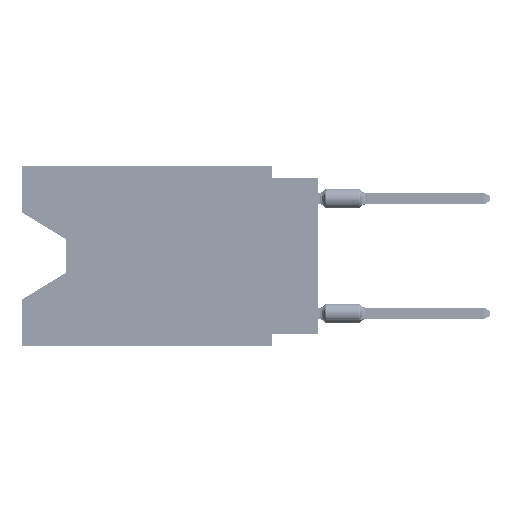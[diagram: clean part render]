
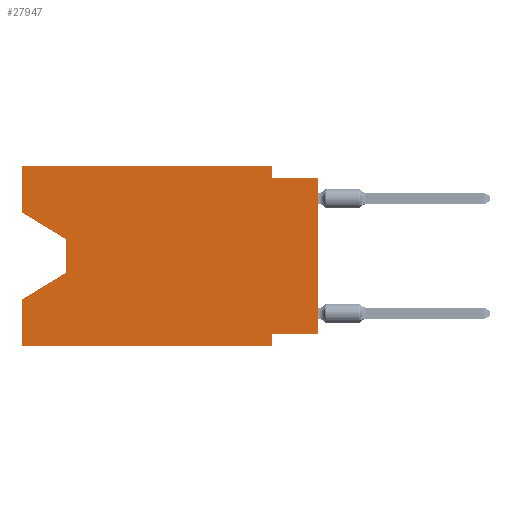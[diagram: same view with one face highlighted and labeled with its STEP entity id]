
A CAD part, left-side view. The second image highlights one B-rep face of the part: STEP entity #27947.
In plain terms, the highlighted planar face has unit normal (-1, 0, 0).
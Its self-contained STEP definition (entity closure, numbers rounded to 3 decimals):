
#1468 = VECTOR ( 'NONE', #33247, 1000. ) ;
#1892 = ORIENTED_EDGE ( 'NONE', *, *, #17058, .F. ) ;
#2349 = LINE ( 'NONE', #18833, #13901 ) ;
#3199 = PLANE ( 'NONE',  #63785 ) ;
#3402 = VERTEX_POINT ( 'NONE', #76085 ) ;
#3444 = LINE ( 'NONE', #3839, #34448 ) ;
#3837 = EDGE_LOOP ( 'NONE', ( #18592, #57781, #5085, #69400, #8470, #1892, #60669, #33702, #66391, #52666, #57180, #20145 ) ) ;
#3839 = CARTESIAN_POINT ( 'NONE',  ( 0., 16.383, 0. ) ) ;
#5085 = ORIENTED_EDGE ( 'NONE', *, *, #43877, .T. ) ;
#5493 = VERTEX_POINT ( 'NONE', #41090 ) ;
#6060 = EDGE_CURVE ( 'NONE', #30615, #52863, #30414, .T. ) ;
#6480 = VERTEX_POINT ( 'NONE', #59714 ) ;
#8470 = ORIENTED_EDGE ( 'NONE', *, *, #14956, .T. ) ;
#10532 = CARTESIAN_POINT ( 'NONE',  ( 0., 16.383, -2.546 ) ) ;
#12661 = CARTESIAN_POINT ( 'NONE',  ( 0., 13.97, -4.013 ) ) ;
#12895 = VERTEX_POINT ( 'NONE', #19732 ) ;
#13901 = VECTOR ( 'NONE', #19224, 1000. ) ;
#14807 = EDGE_CURVE ( 'NONE', #43723, #3402, #30577, .T. ) ;
#14956 = EDGE_CURVE ( 'NONE', #43723, #31679, #2349, .T. ) ;
#16401 = DIRECTION ( 'NONE',  ( 0., -1., 0. ) ) ;
#17058 = EDGE_CURVE ( 'NONE', #52863, #31679, #58891, .T. ) ;
#18592 = ORIENTED_EDGE ( 'NONE', *, *, #53900, .T. ) ;
#18833 = CARTESIAN_POINT ( 'NONE',  ( 0., 16.383, -9.906 ) ) ;
#18912 = CARTESIAN_POINT ( 'NONE',  ( 0., 2.54, -9.271 ) ) ;
#19224 = DIRECTION ( 'NONE',  ( 0., -1., 0. ) ) ;
#19376 = VECTOR ( 'NONE', #49655, 1000. ) ;
#19732 = CARTESIAN_POINT ( 'NONE',  ( 0., 2.54, -0.635 ) ) ;
#20145 = ORIENTED_EDGE ( 'NONE', *, *, #57593, .F. ) ;
#23537 = VECTOR ( 'NONE', #16401, 1000. ) ;
#24123 = CARTESIAN_POINT ( 'NONE',  ( 0., 2.54, 0. ) ) ;
#26053 = DIRECTION ( 'NONE',  ( 0., 0., -1. ) ) ;
#27510 = EDGE_CURVE ( 'NONE', #27716, #12895, #59767, .T. ) ;
#27716 = VERTEX_POINT ( 'NONE', #46741 ) ;
#27947 = ADVANCED_FACE ( 'NONE', ( #31433 ), #3199, .F. ) ;
#28504 = VERTEX_POINT ( 'NONE', #10532 ) ;
#30201 = CARTESIAN_POINT ( 'NONE',  ( 0., 16.383, 0. ) ) ;
#30278 = DIRECTION ( 'NONE',  ( 0., 0., -1. ) ) ;
#30414 = LINE ( 'NONE', #48435, #70624 ) ;
#30577 = LINE ( 'NONE', #30201, #50114 ) ;
#30615 = VERTEX_POINT ( 'NONE', #34266 ) ;
#31050 = DIRECTION ( 'NONE',  ( 0., 0., -1. ) ) ;
#31430 = LINE ( 'NONE', #12661, #58691 ) ;
#31433 = FACE_OUTER_BOUND ( 'NONE', #3837, .T. ) ;
#31515 = LINE ( 'NONE', #42881, #57688 ) ;
#31534 = VECTOR ( 'NONE', #30278, 1000. ) ;
#31679 = VERTEX_POINT ( 'NONE', #59544 ) ;
#33164 = LINE ( 'NONE', #57075, #19376 ) ;
#33247 = DIRECTION ( 'NONE',  ( 0., 0., 1. ) ) ;
#33702 = ORIENTED_EDGE ( 'NONE', *, *, #74726, .T. ) ;
#34266 = CARTESIAN_POINT ( 'NONE',  ( 0., 0., -9.271 ) ) ;
#34389 = CARTESIAN_POINT ( 'NONE',  ( 0., 13.97, -4.013 ) ) ;
#34448 = VECTOR ( 'NONE', #75542, 1000. ) ;
#39223 = CARTESIAN_POINT ( 'NONE',  ( 0., 16.383, 0. ) ) ;
#41090 = CARTESIAN_POINT ( 'NONE',  ( 0., 16.383, 0. ) ) ;
#41636 = CARTESIAN_POINT ( 'NONE',  ( 0., 2.54, -9.906 ) ) ;
#42881 = CARTESIAN_POINT ( 'NONE',  ( 0., 0., -0.635 ) ) ;
#43723 = VERTEX_POINT ( 'NONE', #63335 ) ;
#43877 = EDGE_CURVE ( 'NONE', #6480, #3402, #72702, .T. ) ;
#45434 = EDGE_CURVE ( 'NONE', #5493, #27716, #68931, .T. ) ;
#46741 = CARTESIAN_POINT ( 'NONE',  ( 0., 2.54, 0. ) ) ;
#48045 = DIRECTION ( 'NONE',  ( 0., 1., 0. ) ) ;
#48435 = CARTESIAN_POINT ( 'NONE',  ( 0., 0., -9.271 ) ) ;
#48793 = CARTESIAN_POINT ( 'NONE',  ( 0., 13.97, -5.893 ) ) ;
#48974 = CARTESIAN_POINT ( 'NONE',  ( 0., 0., -0.635 ) ) ;
#49655 = DIRECTION ( 'NONE',  ( 0., -0.855, -0.519 ) ) ;
#50114 = VECTOR ( 'NONE', #71756, 1000. ) ;
#51565 = VERTEX_POINT ( 'NONE', #34389 ) ;
#52666 = ORIENTED_EDGE ( 'NONE', *, *, #27510, .F. ) ;
#52863 = VERTEX_POINT ( 'NONE', #18912 ) ;
#53725 = VECTOR ( 'NONE', #26053, 1000. ) ;
#53900 = EDGE_CURVE ( 'NONE', #28504, #51565, #33164, .T. ) ;
#57075 = CARTESIAN_POINT ( 'NONE',  ( 0., 16.383, -2.546 ) ) ;
#57180 = ORIENTED_EDGE ( 'NONE', *, *, #45434, .F. ) ;
#57593 = EDGE_CURVE ( 'NONE', #28504, #5493, #3444, .T. ) ;
#57688 = VECTOR ( 'NONE', #60908, 1000. ) ;
#57781 = ORIENTED_EDGE ( 'NONE', *, *, #71584, .T. ) ;
#58691 = VECTOR ( 'NONE', #31050, 1000. ) ;
#58891 = LINE ( 'NONE', #41636, #31534 ) ;
#59544 = CARTESIAN_POINT ( 'NONE',  ( 0., 2.54, -9.906 ) ) ;
#59714 = CARTESIAN_POINT ( 'NONE',  ( 0., 13.97, -5.893 ) ) ;
#59767 = LINE ( 'NONE', #24123, #53725 ) ;
#60669 = ORIENTED_EDGE ( 'NONE', *, *, #6060, .F. ) ;
#60908 = DIRECTION ( 'NONE',  ( 0., -1., 0. ) ) ;
#61325 = DIRECTION ( 'NONE',  ( 0., 0.855, -0.519 ) ) ;
#61495 = LINE ( 'NONE', #74806, #1468 ) ;
#61981 = DIRECTION ( 'NONE',  ( 1., 0., 0. ) ) ;
#63335 = CARTESIAN_POINT ( 'NONE',  ( 0., 16.383, -9.906 ) ) ;
#63785 = AXIS2_PLACEMENT_3D ( 'NONE', #39223, #61981, #73776 ) ;
#64194 = CARTESIAN_POINT ( 'NONE',  ( 0., 16.383, 0. ) ) ;
#64640 = VECTOR ( 'NONE', #61325, 1000. ) ;
#66391 = ORIENTED_EDGE ( 'NONE', *, *, #73878, .F. ) ;
#68931 = LINE ( 'NONE', #64194, #23537 ) ;
#69400 = ORIENTED_EDGE ( 'NONE', *, *, #14807, .F. ) ;
#70624 = VECTOR ( 'NONE', #48045, 1000. ) ;
#71584 = EDGE_CURVE ( 'NONE', #51565, #6480, #31430, .T. ) ;
#71756 = DIRECTION ( 'NONE',  ( 0., 0., 1. ) ) ;
#72702 = LINE ( 'NONE', #48793, #64640 ) ;
#73776 = DIRECTION ( 'NONE',  ( 0., 0., -1. ) ) ;
#73878 = EDGE_CURVE ( 'NONE', #12895, #75910, #31515, .T. ) ;
#74726 = EDGE_CURVE ( 'NONE', #30615, #75910, #61495, .T. ) ;
#74806 = CARTESIAN_POINT ( 'NONE',  ( 0., 0., 0. ) ) ;
#75542 = DIRECTION ( 'NONE',  ( 0., 0., 1. ) ) ;
#75910 = VERTEX_POINT ( 'NONE', #48974 ) ;
#76085 = CARTESIAN_POINT ( 'NONE',  ( 0., 16.383, -7.36 ) ) ;
